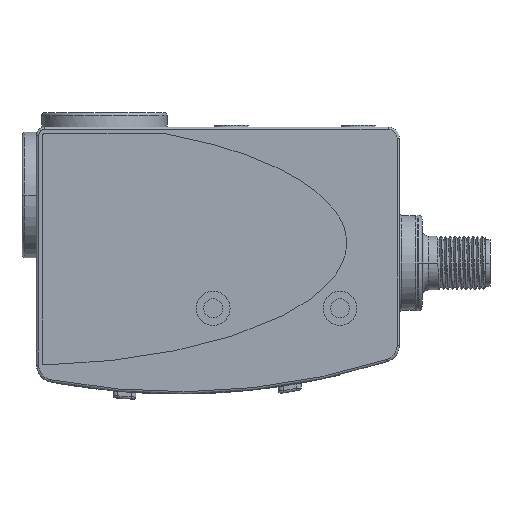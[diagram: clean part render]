
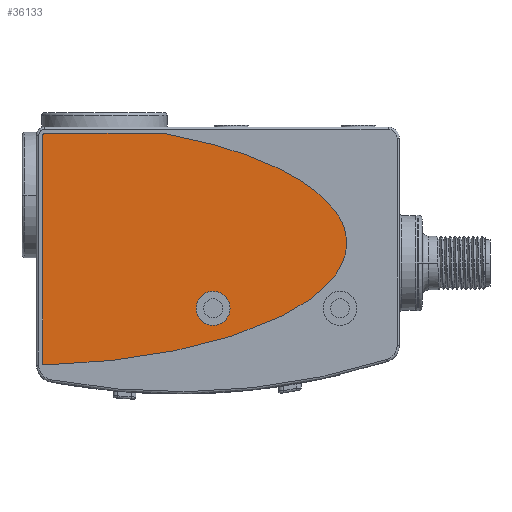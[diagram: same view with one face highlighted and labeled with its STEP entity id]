
A CAD part, front view. The second image highlights one B-rep face of the part: STEP entity #36133.
In plain terms, the highlighted planar face has unit normal (0, -1, 0).
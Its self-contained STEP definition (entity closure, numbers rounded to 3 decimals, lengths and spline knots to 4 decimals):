
#14895=CARTESIAN_POINT('',(0.0713,0.0157,
-2.067));
#14896=CARTESIAN_POINT('',(0.123,0.0157,
-2.0656));
#14897=CARTESIAN_POINT('',(0.2165,0.0157,
-2.0619));
#14898=CARTESIAN_POINT('',(0.3386,0.0157,
-2.055));
#14899=CARTESIAN_POINT('',(0.4478,0.0157,
-2.0471));
#14900=CARTESIAN_POINT('',(0.5805,0.0157,
-2.0356));
#14901=CARTESIAN_POINT('',(0.7273,0.0157,
-2.0197));
#14902=CARTESIAN_POINT('',(0.8825,0.0157,
-1.999));
#14903=CARTESIAN_POINT('',(1.022,0.0157,
-1.9771));
#14904=CARTESIAN_POINT('',(1.1913,0.0157,
-1.9466));
#14905=CARTESIAN_POINT('',(1.3774,0.0157,
-1.9064));
#14906=CARTESIAN_POINT('',(1.5709,0.0157,
-1.856));
#14907=CARTESIAN_POINT('',(1.7408,0.0157,
-1.8038));
#14908=CARTESIAN_POINT('',(1.8911,0.0157,
-1.75));
#14909=CARTESIAN_POINT('',(2.0245,0.0157,
-1.6949));
#14910=CARTESIAN_POINT('',(2.1431,0.0157,-1.6387));
#14911=CARTESIAN_POINT('',(2.2832,0.0157,
-1.5623));
#14912=CARTESIAN_POINT('',(2.4274,0.0157,
-1.4645));
#14913=CARTESIAN_POINT('',(2.5567,0.0157,
-1.3437));
#14914=CARTESIAN_POINT('',(2.6449,0.0157,
-1.2198));
#14915=CARTESIAN_POINT('',(2.6929,0.0157,
-1.0927));
#14916=CARTESIAN_POINT('',(2.6996,0.0157,
-0.9625));
#14917=CARTESIAN_POINT('',(2.6686,0.0157,
-0.8511));
#14918=CARTESIAN_POINT('',(2.6188,0.0157,
-0.7601));
#14919=CARTESIAN_POINT('',(2.5679,0.0157,
-0.6907));
#14920=CARTESIAN_POINT('',(2.5019,0.0157,
-0.6202));
#14921=CARTESIAN_POINT('',(2.4188,0.0157,-0.5484));
#14922=CARTESIAN_POINT('',(2.3158,0.0157,
-0.4751));
#14923=CARTESIAN_POINT('',(2.2098,0.0157,
-0.4124));
#14924=CARTESIAN_POINT('',(2.1096,0.0157,
-0.3611));
#14925=CARTESIAN_POINT('',(2.0254,0.0157,
-0.3219));
#14926=CARTESIAN_POINT('',(1.9305,0.0157,
-0.2818));
#14927=CARTESIAN_POINT('',(1.8226,0.0157,
-0.2408));
#14928=CARTESIAN_POINT('',(1.7188,0.0157,
-0.2055));
#14929=CARTESIAN_POINT('',(1.6244,0.0157,
-0.1764));
#14930=CARTESIAN_POINT('',(1.5468,0.0157,
-0.1541));
#14931=CARTESIAN_POINT('',(1.4607,0.0157,
-0.1311));
#14932=CARTESIAN_POINT('',(1.3638,0.0157,
-0.1073));
#14933=CARTESIAN_POINT('',(1.2707,0.0157,
-0.0864));
#14934=CARTESIAN_POINT('',(1.1852,0.0157,
-0.0689));
#14935=CARTESIAN_POINT('',(1.1376,0.0157,
-0.0598));
#14936=CARTESIAN_POINT('',(1.1122,0.0157,
-0.0551));
#14938=CARTESIAN_POINT('',(0.0709,0.0157,
-2.0513));
#14939=DIRECTION('',(0.,-1.,0.));
#14940=DIRECTION('',(-1.,0.,0.));
#14941=AXIS2_PLACEMENT_3D('',#14938,#14939,#14940);
#14943=DIRECTION('',(0.,0.,-1.));
#14944=VECTOR('',#14943,1.9804);
#14945=CARTESIAN_POINT('',(0.0551,0.0157,
-0.0709));
#14946=LINE('',#14945,#14944);
#14947=CARTESIAN_POINT('',(0.0709,0.0157,
-0.0709));
#14948=DIRECTION('',(0.,-1.,0.));
#14949=DIRECTION('',(0.,0.,1.));
#14950=AXIS2_PLACEMENT_3D('',#14947,#14948,#14949);
#14952=DIRECTION('',(-1.,0.,0.));
#14953=VECTOR('',#14952,1.0413);
#14954=CARTESIAN_POINT('',(1.1122,0.0157,
-0.0551));
#14955=LINE('',#14954,#14953);
#14956=CARTESIAN_POINT('',(1.5354,0.0157,
-1.5748));
#14957=DIRECTION('',(0.,1.,0.));
#14958=DIRECTION('',(-1.,0.,0.));
#14959=AXIS2_PLACEMENT_3D('',#14956,#14957,#14958);
#14961=CARTESIAN_POINT('',(1.5354,0.0157,
-1.5748));
#14962=DIRECTION('',(0.,1.,0.));
#14963=DIRECTION('',(1.,0.,0.));
#14964=AXIS2_PLACEMENT_3D('',#14961,#14962,#14963);
#15447=VERTEX_POINT('',#14895);
#15448=VERTEX_POINT('',#14936);
#15449=CARTESIAN_POINT('',(0.0709,0.0157,
-0.0551));
#15450=VERTEX_POINT('',#15449);
#15451=CARTESIAN_POINT('',(0.0551,0.0157,
-0.0709));
#15452=VERTEX_POINT('',#15451);
#15453=CARTESIAN_POINT('',(0.0551,0.0157,
-2.0513));
#15454=VERTEX_POINT('',#15453);
#15463=CARTESIAN_POINT('',(1.3878,0.0157,
-1.5748));
#15464=CARTESIAN_POINT('',(1.6831,0.0157,
-1.5748));
#15465=VERTEX_POINT('',#15463);
#15466=VERTEX_POINT('',#15464);
#36115=CARTESIAN_POINT('',(0.,0.0157,0.));
#36116=DIRECTION('',(0.,-1.,0.));
#36117=DIRECTION('',(-1.,0.,0.));
#36118=AXIS2_PLACEMENT_3D('',#36115,#36116,#36117);
#36119=PLANE('',#36118);
#36120=ORIENTED_EDGE('',*,*,#36053,.F.);
#36121=ORIENTED_EDGE('',*,*,#36068,.F.);
#36122=ORIENTED_EDGE('',*,*,#36082,.F.);
#36123=ORIENTED_EDGE('',*,*,#36096,.F.);
#36124=ORIENTED_EDGE('',*,*,#36109,.F.);
#36125=EDGE_LOOP('',(#36120,#36121,#36122,#36123,#36124));
#36126=FACE_OUTER_BOUND('',#36125,.F.);
#36128=ORIENTED_EDGE('',*,*,#36127,.F.);
#36130=ORIENTED_EDGE('',*,*,#36129,.F.);
#36131=EDGE_LOOP('',(#36128,#36130));
#36132=FACE_BOUND('',#36131,.F.);
#36133=ADVANCED_FACE('',(#36126,#36132),#36119,.T.);
#14937=B_SPLINE_CURVE_WITH_KNOTS('',3,(#14895,#14896,#14897,#14898,#14899,
#14900,#14901,#14902,#14903,#14904,#14905,#14906,#14907,#14908,#14909,#14910,
#14911,#14912,#14913,#14914,#14915,#14916,#14917,#14918,#14919,#14920,#14921,
#14922,#14923,#14924,#14925,#14926,#14927,#14928,#14929,#14930,#14931,#14932,
#14933,#14934,#14935,#14936),.UNSPECIFIED.,.F.,.F.,(4,1,1,1,1,1,1,1,1,1,1,1,1,1,
1,1,1,1,1,1,1,1,1,1,1,1,1,1,1,1,1,1,1,1,1,1,1,1,1,4),(0.,0.0078,0.0156,
0.0234,0.0313,0.0469,0.0625,0.0781,0.0938,0.125,0.1563,
0.1875,0.2188,0.25,0.2813,0.3125,0.375,0.4375,0.5,0.5625,
0.625,0.6875,0.7188,0.75,0.7813,0.8125,0.8438,0.875,
0.8906,0.9063,0.9219,0.9375,0.9531,0.9609,0.9688,
0.9766,0.9844,0.9922,0.9961,1.),.UNSPECIFIED.);
#14942=CIRCLE('',#14941,0.0157);
#14951=CIRCLE('',#14950,0.0157);
#14960=CIRCLE('',#14959,0.1476);
#14965=CIRCLE('',#14964,0.1476);
#36053=EDGE_CURVE('',#15447,#15448,#14937,.T.);
#36068=EDGE_CURVE('',#15454,#15447,#14942,.T.);
#36082=EDGE_CURVE('',#15452,#15454,#14946,.T.);
#36096=EDGE_CURVE('',#15450,#15452,#14951,.T.);
#36109=EDGE_CURVE('',#15448,#15450,#14955,.T.);
#36127=EDGE_CURVE('',#15465,#15466,#14960,.T.);
#36129=EDGE_CURVE('',#15466,#15465,#14965,.T.);
